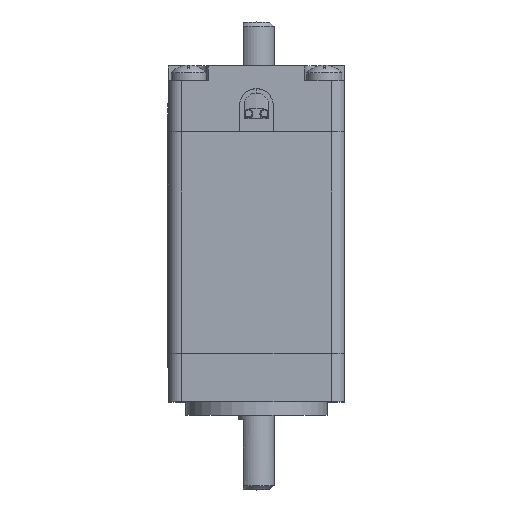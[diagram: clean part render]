
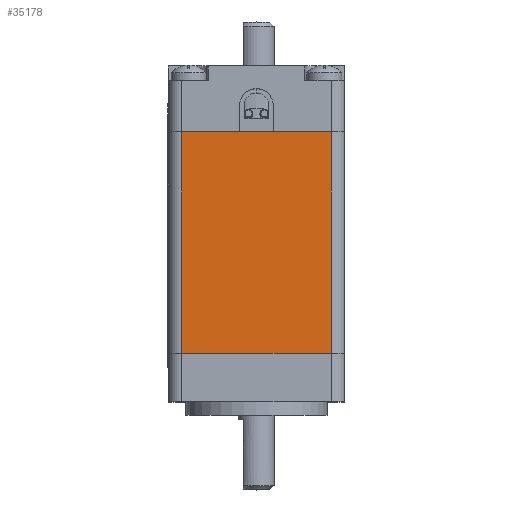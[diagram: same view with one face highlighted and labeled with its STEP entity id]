
A CAD part, top view. The second image highlights one B-rep face of the part: STEP entity #35178.
In plain terms, the highlighted face is planar.
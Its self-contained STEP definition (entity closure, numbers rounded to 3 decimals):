
#2072=LINE('',#55757,#5537);
#2221=LINE('',#56401,#5686);
#2370=LINE('',#57034,#5835);
#2371=LINE('',#57036,#5836);
#5537=VECTOR('',#43849,17.);
#5686=VECTOR('',#44372,17.);
#5835=VECTOR('',#44891,25.2);
#5836=VECTOR('',#44894,25.2);
#9343=FACE_OUTER_BOUND('',#11332,.T.);
#11332=EDGE_LOOP('',(#28023,#28024,#28025,#28026));
#15608=VERTEX_POINT('',#55754);
#15609=VERTEX_POINT('',#55756);
#15916=VERTEX_POINT('',#56398);
#15917=VERTEX_POINT('',#56400);
#19856=EDGE_CURVE('',#15608,#15609,#2072,.T.);
#20191=EDGE_CURVE('',#15917,#15916,#2221,.T.);
#20522=EDGE_CURVE('',#15608,#15917,#2370,.T.);
#20523=EDGE_CURVE('',#15609,#15916,#2371,.T.);
#28023=ORIENTED_EDGE('',*,*,#20191,.T.);
#28024=ORIENTED_EDGE('',*,*,#20523,.F.);
#28025=ORIENTED_EDGE('',*,*,#19856,.F.);
#28026=ORIENTED_EDGE('',*,*,#20522,.T.);
#33860=PLANE('',#37898);
#35178=ADVANCED_FACE('',(#9343),#33860,.F.);
#37898=AXIS2_PLACEMENT_3D('',#57035,#44892,#44893);
#43849=DIRECTION('',(0.,0.,-1.));
#44372=DIRECTION('',(0.,0.,-1.));
#44891=DIRECTION('',(-1.,0.,0.));
#44892=DIRECTION('center_axis',(0.,1.,0.));
#44893=DIRECTION('ref_axis',(0.,0.,1.));
#44894=DIRECTION('',(-1.,0.,0.));
#55754=CARTESIAN_POINT('',(25.2,-10.,8.5));
#55756=CARTESIAN_POINT('',(25.2,-10.,-8.5));
#55757=CARTESIAN_POINT('',(25.2,-10.,8.5));
#56398=CARTESIAN_POINT('',(0.,-10.,-8.5));
#56400=CARTESIAN_POINT('',(0.,-10.,8.5));
#56401=CARTESIAN_POINT('',(0.,-10.,8.5));
#57034=CARTESIAN_POINT('',(25.2,-10.,8.5));
#57035=CARTESIAN_POINT('Origin',(25.2,-10.,-8.5));
#57036=CARTESIAN_POINT('',(25.2,-10.,-8.5));
